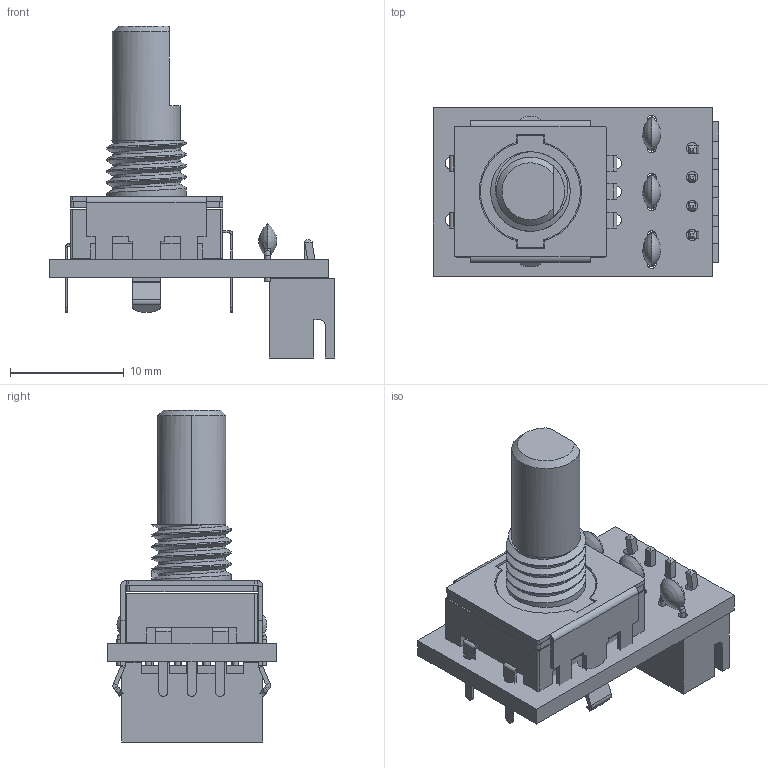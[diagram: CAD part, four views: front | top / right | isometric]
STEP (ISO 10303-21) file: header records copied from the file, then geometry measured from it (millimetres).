
FILE_DESCRIPTION(('KiCad electronic assembly'),'2;1');
FILE_NAME('zynthian-miniature - encoder.step','2024-06-11T16:27:46',( 'Pcbnew'),('Kicad'),'Open CASCADE STEP processor 7.6', 'KiCad to STEP converter','Unknown');
FILE_SCHEMA(('AUTOMOTIVE_DESIGN { 1 0 10303 214 1 1 1 1 }'));
Length unit declared in the file: millimetre
Products named in the file (8): zynthian-miniature - encoder 1; rotary-encoder; COMPOUND; C_Disc_D3.0mm_W1.6mm_P2.50mm; SOLID; JST_XH_B4B-XH-A_1x04_P2.50mm_Vertical; _autosave-zynthian-miniature - encoder PCB
Assembly tree (9 placements, depth 3):
  zynthian-miniature - encoder 1
    rotary-encoder
      COMPOUND
    C_Disc_D3.0mm_W1.6mm_P2.50mm  x3
      SOLID
    JST_XH_B4B-XH-A_1x04_P2.50mm_Vertical
      SOLID
    _autosave-zynthian-miniature - encoder PCB
Bounding box: 25.12 x 14.78 x 29.2 mm (x, y, z)
Volume: 2185.9 mm3; surface area: 3749 mm2
Topology: 14 solids, 14 shells, 525 faces, 1320 edges, 827 vertices
Faces by surface type: plane 393, cylinder 116, revolution 6, sphere 6, bspline 3, cone 1
Full cylindrical faces by diameter (mm): 0.5 x6, 0.8 x6, 1 x9
Entity records: 35009 total; most frequent: CARTESIAN_POINT 8284, DIRECTION 4779, LINE 3288, VECTOR 3288, ORIENTED_EDGE 2512, PCURVE 2512, DEFINITIONAL_REPRESENTATION 2512, EDGE_CURVE 1256
